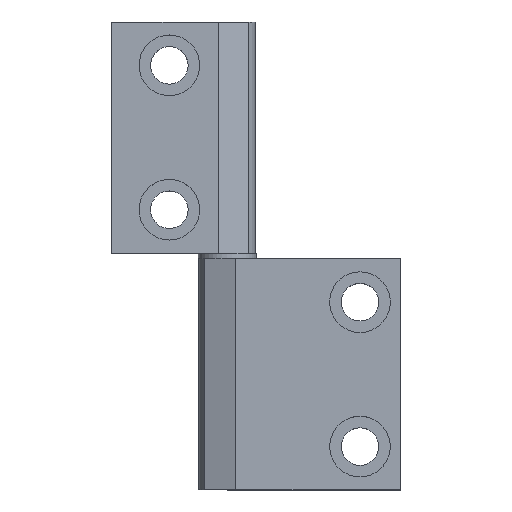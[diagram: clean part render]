
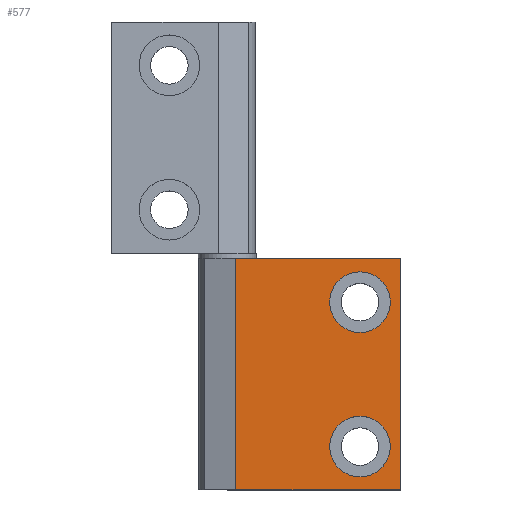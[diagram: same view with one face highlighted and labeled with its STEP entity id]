
A CAD part, top view. The second image highlights one B-rep face of the part: STEP entity #577.
In plain terms, the highlighted planar face has unit normal (0, 0, 1).
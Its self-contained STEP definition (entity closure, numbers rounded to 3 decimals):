
#49=FACE_BOUND('',#131,.T.);
#50=FACE_BOUND('',#132,.T.);
#68=PLANE('',#731);
#89=FACE_OUTER_BOUND('',#130,.T.);
#130=EDGE_LOOP('',(#440,#441,#442,#443));
#131=EDGE_LOOP('',(#444));
#132=EDGE_LOOP('',(#445));
#179=LINE('',#1009,#220);
#184=LINE('',#1024,#225);
#185=LINE('',#1027,#226);
#187=LINE('',#1030,#228);
#220=VECTOR('',#811,10.);
#225=VECTOR('',#826,10.);
#226=VECTOR('',#829,10.);
#228=VECTOR('',#833,10.);
#263=CIRCLE('',#732,5.25);
#264=CIRCLE('',#733,5.25);
#294=VERTEX_POINT('',#1006);
#295=VERTEX_POINT('',#1008);
#300=VERTEX_POINT('',#1022);
#301=VERTEX_POINT('',#1026);
#303=VERTEX_POINT('',#1034);
#304=VERTEX_POINT('',#1036);
#343=EDGE_CURVE('',#294,#295,#179,.T.);
#351=EDGE_CURVE('',#300,#294,#184,.T.);
#352=EDGE_CURVE('',#295,#301,#185,.T.);
#354=EDGE_CURVE('',#301,#300,#187,.T.);
#356=EDGE_CURVE('',#303,#303,#263,.T.);
#357=EDGE_CURVE('',#304,#304,#264,.T.);
#440=ORIENTED_EDGE('',*,*,#352,.F.);
#441=ORIENTED_EDGE('',*,*,#343,.F.);
#442=ORIENTED_EDGE('',*,*,#351,.F.);
#443=ORIENTED_EDGE('',*,*,#354,.F.);
#444=ORIENTED_EDGE('',*,*,#356,.F.);
#445=ORIENTED_EDGE('',*,*,#357,.F.);
#577=ADVANCED_FACE('',(#89,#49,#50),#68,.T.);
#731=AXIS2_PLACEMENT_3D('',#1033,#836,#837);
#732=AXIS2_PLACEMENT_3D('',#1035,#838,#839);
#733=AXIS2_PLACEMENT_3D('',#1037,#840,#841);
#811=DIRECTION('',(-1.,0.,0.));
#826=DIRECTION('',(0.,-1.,0.));
#829=DIRECTION('',(0.,1.,0.));
#833=DIRECTION('',(1.,0.,0.));
#836=DIRECTION('center_axis',(0.,0.,1.));
#837=DIRECTION('ref_axis',(1.,0.,0.));
#838=DIRECTION('center_axis',(0.,0.,1.));
#839=DIRECTION('ref_axis',(1.,0.,0.));
#840=DIRECTION('center_axis',(0.,0.,1.));
#841=DIRECTION('ref_axis',(1.,0.,0.));
#1006=CARTESIAN_POINT('',(40.,32.5,11.5));
#1008=CARTESIAN_POINT('',(11.5,32.5,11.5));
#1009=CARTESIAN_POINT('',(13.625,32.5,11.5));
#1022=CARTESIAN_POINT('',(40.,72.5,11.5));
#1024=CARTESIAN_POINT('',(40.,62.5,11.5));
#1026=CARTESIAN_POINT('',(11.5,72.5,11.5));
#1027=CARTESIAN_POINT('',(11.5,72.5,11.5));
#1030=CARTESIAN_POINT('',(13.625,72.5,11.5));
#1033=CARTESIAN_POINT('Origin',(25.75,52.5,11.5));
#1034=CARTESIAN_POINT('',(27.75,40.,11.5));
#1035=CARTESIAN_POINT('Origin',(33.,40.,11.5));
#1036=CARTESIAN_POINT('',(27.75,65.,11.5));
#1037=CARTESIAN_POINT('Origin',(33.,65.,11.5));
